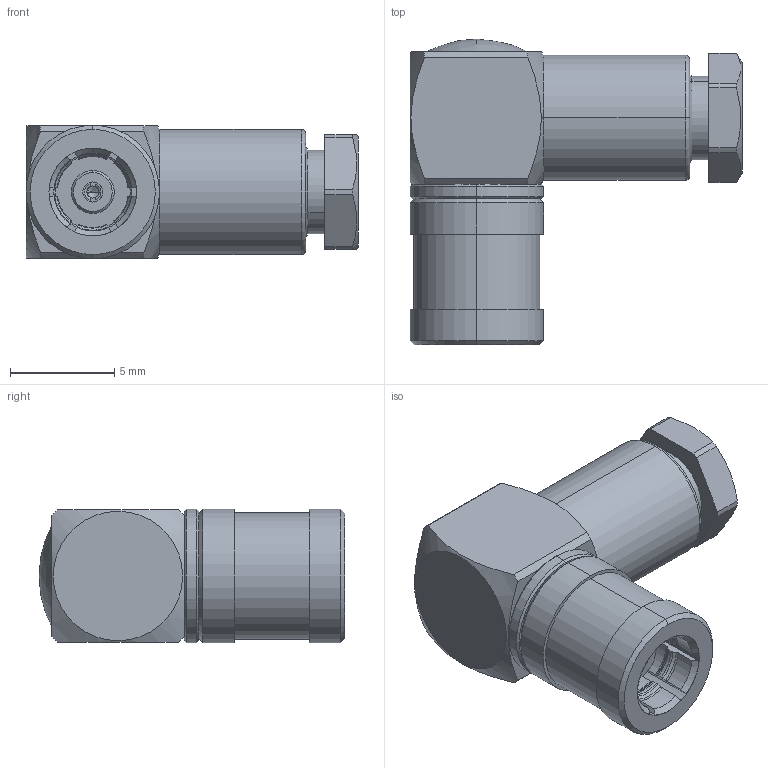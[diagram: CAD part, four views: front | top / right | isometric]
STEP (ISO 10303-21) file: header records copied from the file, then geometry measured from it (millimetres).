
FILE_DESCRIPTION (( 'STEP AP214' ), '1' );
FILE_NAME ('ÑÖÍÊ.434531.020ÑÁ_Ðîçåòêà+äëÿ ïîòðåáèòåëÿ.STEP', '2018-12-03T06:48:30', ( 'User' ), ( '' ), 'SwSTEP 2.0', 'SolidWorks 2016', '' );
FILE_SCHEMA (( 'AUTOMOTIVE_DESIGN' ));
Length unit declared in the file: millimetre
Products named in the file (1): ÑÖÍÊ.434531.020ÑÁ_Ðîçåòêà+äëÿ ïîòðåáèòåëÿ
Bounding box: 15.91 x 14.65 x 6.4 mm (x, y, z)
Volume: 683.7 mm3; surface area: 704.6 mm2
Topology: 1 solids, 1 shells, 184 faces, 487 edges, 313 vertices
Faces by surface type: plane 51, cylinder 50, cone 43, torus 35, bspline 3, sphere 2
Entity records: 8788 total; most frequent: CARTESIAN_POINT 2271, ORIENTED_EDGE 970, DIRECTION 937, EDGE_CURVE 485, AXIS2_PLACEMENT_3D 389, VERTEX_POINT 313, CIRCLE 207, EDGE_LOOP 194
